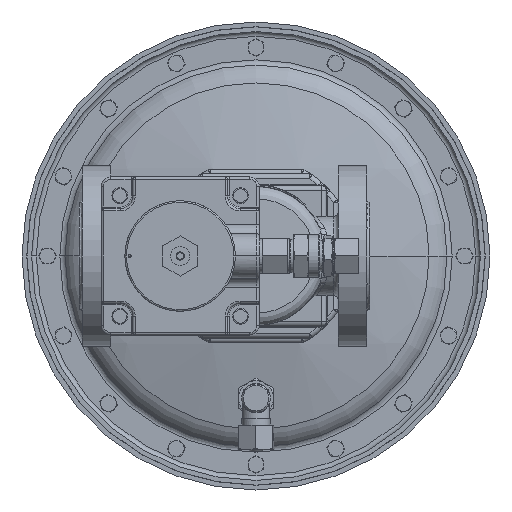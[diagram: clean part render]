
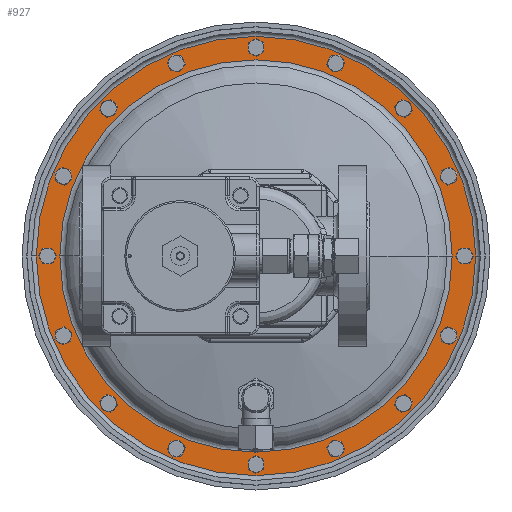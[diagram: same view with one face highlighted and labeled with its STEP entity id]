
A CAD part, front view. The second image highlights one B-rep face of the part: STEP entity #927.
In plain terms, the highlighted planar face has unit normal (0, -1, 0).
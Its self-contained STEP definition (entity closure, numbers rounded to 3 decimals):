
#927 = ADVANCED_FACE ( 'Defeature ausgef�hrt23_2', ( #10164, #16315 ), #63398, .T. ) ;
#1181 = VERTEX_POINT ( 'NONE', #48482 ) ;
#1767 = ORIENTED_EDGE ( 'NONE', *, *, #81212, .T. ) ;
#1936 = EDGE_CURVE ( 'Defeature ausgef�hrt23_7+Defeature ausgef�hrt23_2+Defeature ausgef�hrt23_2+Defeature ausgef�hrt23_2', #59829, #58621, #34035, .T. ) ;
#2147 = DIRECTION ( 'NONE',  ( 1., 0., 0. ) ) ;
#8455 = CARTESIAN_POINT ( 'NONE',  ( -113.922, 163.072, 0. ) ) ;
#8648 = CIRCLE ( 'NONE', #14255, 139. ) ;
#9556 = EDGE_CURVE ( 'Defeature ausgef�hrt23_7+Defeature ausgef�hrt23_2+Defeature ausgef�hrt23_2+Defeature ausgef�hrt23_2', #58621, #59829, #79645, .T. ) ;
#10092 = CARTESIAN_POINT ( 'NONE',  ( -128.766, 163.072, 0. ) ) ;
#10164 = FACE_OUTER_BOUND ( 'NONE', #40635, .T. ) ;
#10722 = DIRECTION ( 'NONE',  ( 0., -1., 0. ) ) ;
#14255 = AXIS2_PLACEMENT_3D ( 'NONE', #68074, #61942, #2147 ) ;
#15552 = AXIS2_PLACEMENT_3D ( 'NONE', #21476, #81250, #48056 ) ;
#16315 = FACE_BOUND ( 'NONE', #32310, .T. ) ;
#21476 = CARTESIAN_POINT ( 'NONE',  ( 10.234, 163.072, 0. ) ) ;
#25854 = ORIENTED_EDGE ( 'NONE', *, *, #9556, .F. ) ;
#29410 = CARTESIAN_POINT ( 'NONE',  ( 134.389, 163.072, 0. ) ) ;
#29889 = AXIS2_PLACEMENT_3D ( 'NONE', #59252, #33941, #33513 ) ;
#32310 = EDGE_LOOP ( 'NONE', ( #25854, #42352 ) ) ;
#33513 = DIRECTION ( 'NONE',  ( 1., 0., 0. ) ) ;
#33941 = DIRECTION ( 'NONE',  ( 0., -1., 0. ) ) ;
#34035 = CIRCLE ( 'NONE', #29889, 124.156 ) ;
#40077 = CARTESIAN_POINT ( 'NONE',  ( 134.389, 163.072, 0. ) ) ;
#40596 = VERTEX_POINT ( 'NONE', #10092 ) ;
#40635 = EDGE_LOOP ( 'NONE', ( #54120, #1767 ) ) ;
#40889 = AXIS2_PLACEMENT_3D ( 'NONE', #29410, #76084, #42914 ) ;
#42352 = ORIENTED_EDGE ( 'NONE', *, *, #1936, .F. ) ;
#42914 = DIRECTION ( 'NONE',  ( 1., 0., 0. ) ) ;
#45159 = CARTESIAN_POINT ( 'NONE',  ( 10.234, 163.072, 0. ) ) ;
#48056 = DIRECTION ( 'NONE',  ( 1., 0., 0. ) ) ;
#48482 = CARTESIAN_POINT ( 'NONE',  ( 149.234, 163.072, 0. ) ) ;
#54120 = ORIENTED_EDGE ( 'NONE', *, *, #77201, .T. ) ;
#58621 = VERTEX_POINT ( 'NONE', #40077 ) ;
#58701 = DIRECTION ( 'NONE',  ( 1., 0., 0. ) ) ;
#59252 = CARTESIAN_POINT ( 'NONE',  ( 10.234, 163.072, 0. ) ) ;
#59829 = VERTEX_POINT ( 'NONE', #8455 ) ;
#61942 = DIRECTION ( 'NONE',  ( 0., -1., 0. ) ) ;
#63398 = PLANE ( 'NONE',  #40889 ) ;
#68074 = CARTESIAN_POINT ( 'NONE',  ( 10.234, 163.072, 0. ) ) ;
#76084 = DIRECTION ( 'NONE',  ( 0., -1., 0. ) ) ;
#77201 = EDGE_CURVE ( 'Defeature ausgef�hrt23_2+Defeature ausgef�hrt23_8+Defeature ausgef�hrt23_8+Defeature ausgef�hrt23_8', #1181, #40596, #8648, .T. ) ;
#79645 = CIRCLE ( 'NONE', #15552, 124.156 ) ;
#81212 = EDGE_CURVE ( 'Defeature ausgef�hrt23_2+Defeature ausgef�hrt23_8+Defeature ausgef�hrt23_8+Defeature ausgef�hrt23_8', #40596, #1181, #81495, .T. ) ;
#81250 = DIRECTION ( 'NONE',  ( 0., -1., 0. ) ) ;
#81495 = CIRCLE ( 'NONE', #84216, 139. ) ;
#84216 = AXIS2_PLACEMENT_3D ( 'NONE', #45159, #10722, #58701 ) ;
